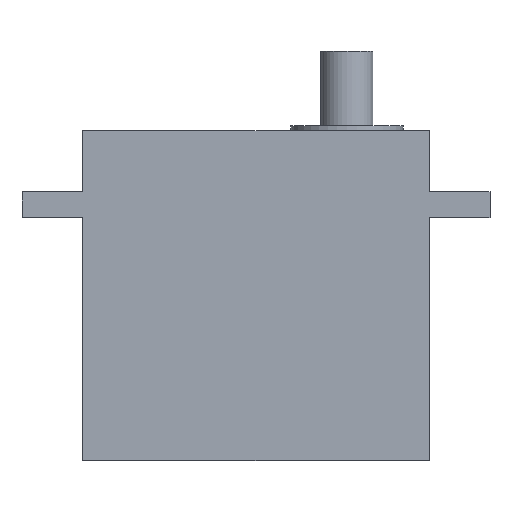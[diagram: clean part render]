
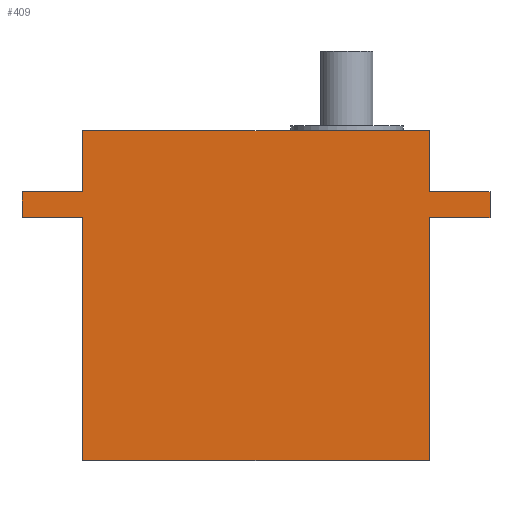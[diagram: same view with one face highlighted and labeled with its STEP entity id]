
A CAD part, top view. The second image highlights one B-rep face of the part: STEP entity #409.
In plain terms, the highlighted planar face has unit normal (0, 0, 1).
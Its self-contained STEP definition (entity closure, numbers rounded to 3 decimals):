
#33=PLANE('',#466);
#55=FACE_OUTER_BOUND('',#86,.T.);
#86=EDGE_LOOP('',(#340,#341,#342,#343,#344,#345,#346,#347,#348,#349,#350,
#351));
#102=LINE('',#630,#144);
#108=LINE('',#642,#150);
#112=LINE('',#651,#154);
#114=LINE('',#654,#156);
#117=LINE('',#660,#159);
#119=LINE('',#665,#161);
#121=LINE('',#669,#163);
#122=LINE('',#671,#164);
#123=LINE('',#672,#165);
#124=LINE('',#674,#166);
#125=LINE('',#676,#167);
#126=LINE('',#677,#168);
#144=VECTOR('',#525,10.);
#150=VECTOR('',#533,10.);
#154=VECTOR('',#539,10.);
#156=VECTOR('',#543,10.);
#159=VECTOR('',#548,10.);
#161=VECTOR('',#552,10.);
#163=VECTOR('',#556,10.);
#164=VECTOR('',#557,10.);
#165=VECTOR('',#558,10.);
#166=VECTOR('',#559,10.);
#167=VECTOR('',#560,10.);
#168=VECTOR('',#561,10.);
#203=VERTEX_POINT('',#626);
#205=VERTEX_POINT('',#629);
#208=VERTEX_POINT('',#636);
#210=VERTEX_POINT('',#640);
#212=VERTEX_POINT('',#645);
#214=VERTEX_POINT('',#649);
#216=VERTEX_POINT('',#658);
#217=VERTEX_POINT('',#662);
#219=VERTEX_POINT('',#668);
#220=VERTEX_POINT('',#670);
#221=VERTEX_POINT('',#673);
#222=VERTEX_POINT('',#675);
#246=EDGE_CURVE('',#205,#203,#102,.T.);
#252=EDGE_CURVE('',#208,#210,#108,.T.);
#256=EDGE_CURVE('',#212,#214,#112,.T.);
#258=EDGE_CURVE('',#214,#205,#114,.T.);
#261=EDGE_CURVE('',#210,#216,#117,.T.);
#263=EDGE_CURVE('',#216,#217,#119,.T.);
#265=EDGE_CURVE('',#203,#219,#121,.T.);
#266=EDGE_CURVE('',#219,#220,#122,.T.);
#267=EDGE_CURVE('',#220,#208,#123,.T.);
#268=EDGE_CURVE('',#217,#221,#124,.T.);
#269=EDGE_CURVE('',#221,#222,#125,.T.);
#270=EDGE_CURVE('',#222,#212,#126,.T.);
#340=ORIENTED_EDGE('',*,*,#265,.T.);
#341=ORIENTED_EDGE('',*,*,#266,.T.);
#342=ORIENTED_EDGE('',*,*,#267,.T.);
#343=ORIENTED_EDGE('',*,*,#252,.T.);
#344=ORIENTED_EDGE('',*,*,#261,.T.);
#345=ORIENTED_EDGE('',*,*,#263,.T.);
#346=ORIENTED_EDGE('',*,*,#268,.T.);
#347=ORIENTED_EDGE('',*,*,#269,.T.);
#348=ORIENTED_EDGE('',*,*,#270,.T.);
#349=ORIENTED_EDGE('',*,*,#256,.T.);
#350=ORIENTED_EDGE('',*,*,#258,.T.);
#351=ORIENTED_EDGE('',*,*,#246,.T.);
#409=ADVANCED_FACE('',(#55),#33,.T.);
#466=AXIS2_PLACEMENT_3D('',#667,#554,#555);
#525=DIRECTION('',(-1.,0.,0.));
#533=DIRECTION('',(-1.,0.,0.));
#539=DIRECTION('',(1.,0.,0.));
#543=DIRECTION('',(0.,1.,0.));
#548=DIRECTION('',(0.,-1.,0.));
#552=DIRECTION('',(1.,0.,0.));
#554=DIRECTION('center_axis',(0.,0.,1.));
#555=DIRECTION('ref_axis',(1.,0.,0.));
#556=DIRECTION('',(0.,1.,0.));
#557=DIRECTION('',(-1.,0.,0.));
#558=DIRECTION('',(0.,-1.,0.));
#559=DIRECTION('',(0.,-1.,0.));
#560=DIRECTION('',(1.,0.,0.));
#561=DIRECTION('',(0.,1.,0.));
#626=CARTESIAN_POINT('',(20.,12.,20.));
#629=CARTESIAN_POINT('',(27.,12.,20.));
#630=CARTESIAN_POINT('',(27.,12.,20.));
#636=CARTESIAN_POINT('',(-20.,12.,20.));
#640=CARTESIAN_POINT('',(-27.,12.,20.));
#642=CARTESIAN_POINT('',(27.,12.,20.));
#645=CARTESIAN_POINT('',(20.,9.,20.));
#649=CARTESIAN_POINT('',(27.,9.,20.));
#651=CARTESIAN_POINT('',(-27.,9.,20.));
#654=CARTESIAN_POINT('',(27.,9.,20.));
#658=CARTESIAN_POINT('',(-27.,9.,20.));
#660=CARTESIAN_POINT('',(-27.,12.,20.));
#662=CARTESIAN_POINT('',(-20.,9.,20.));
#665=CARTESIAN_POINT('',(-27.,9.,20.));
#667=CARTESIAN_POINT('Origin',(0.,0.,20.));
#668=CARTESIAN_POINT('',(20.,19.,20.));
#669=CARTESIAN_POINT('',(20.,-19.,20.));
#670=CARTESIAN_POINT('',(-20.,19.,20.));
#671=CARTESIAN_POINT('',(20.,19.,20.));
#672=CARTESIAN_POINT('',(-20.,19.,20.));
#673=CARTESIAN_POINT('',(-20.,-19.,20.));
#674=CARTESIAN_POINT('',(-20.,19.,20.));
#675=CARTESIAN_POINT('',(20.,-19.,20.));
#676=CARTESIAN_POINT('',(-20.,-19.,20.));
#677=CARTESIAN_POINT('',(20.,-19.,20.));
